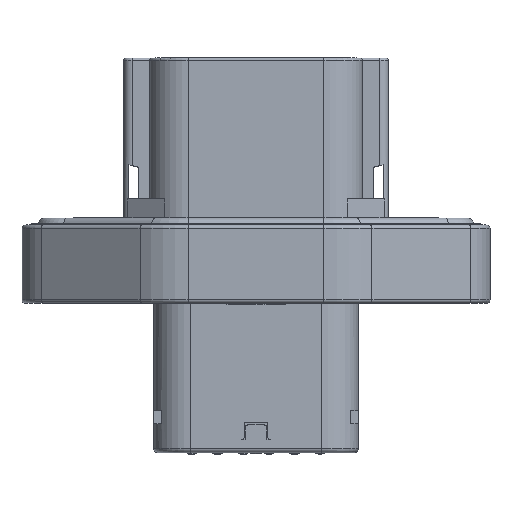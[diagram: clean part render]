
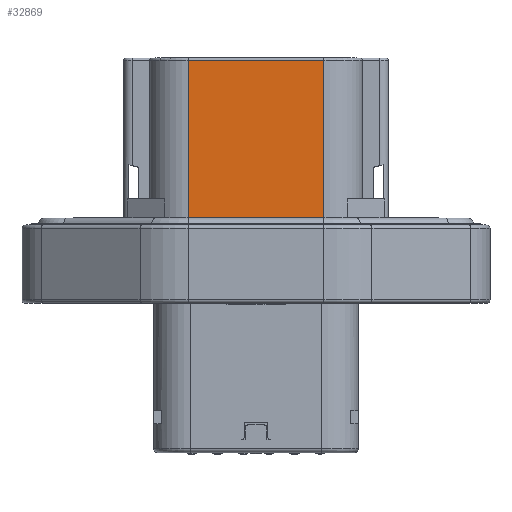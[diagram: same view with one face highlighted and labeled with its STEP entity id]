
A CAD part, top view. The second image highlights one B-rep face of the part: STEP entity #32869.
In plain terms, the highlighted planar face has unit normal (0, 0, 1).
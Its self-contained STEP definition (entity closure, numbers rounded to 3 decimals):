
#7279=DIRECTION('',(1.,0.,0.));
#7280=VECTOR('',#7279,23.54);
#7281=CARTESIAN_POINT('',(-11.77,39.63,15.7));
#7282=LINE('',#7281,#7280);
#7283=DIRECTION('',(0.,-1.,0.));
#7284=VECTOR('',#7283,28.32);
#7285=CARTESIAN_POINT('',(-11.77,67.95,15.7));
#7286=LINE('',#7285,#7284);
#7287=DIRECTION('',(-1.,0.,0.));
#7288=VECTOR('',#7287,23.54);
#7289=CARTESIAN_POINT('',(11.77,67.95,15.7));
#7290=LINE('',#7289,#7288);
#7291=DIRECTION('',(0.,-1.,0.));
#7292=VECTOR('',#7291,28.32);
#7293=CARTESIAN_POINT('',(11.77,67.95,15.7));
#7294=LINE('',#7293,#7292);
#24801=CARTESIAN_POINT('',(-11.77,67.95,15.7));
#24802=VERTEX_POINT('',#24801);
#24803=CARTESIAN_POINT('',(11.77,67.95,15.7));
#24804=VERTEX_POINT('',#24803);
#25553=CARTESIAN_POINT('',(-11.77,39.63,15.7));
#25554=CARTESIAN_POINT('',(11.77,39.63,15.7));
#25555=VERTEX_POINT('',#25553);
#25556=VERTEX_POINT('',#25554);
#32856=CARTESIAN_POINT('',(-18.5,37.2,15.7));
#32857=DIRECTION('',(0.,0.,1.));
#32858=DIRECTION('',(1.,0.,0.));
#32859=AXIS2_PLACEMENT_3D('',#32856,#32857,#32858);
#32860=PLANE('',#32859);
#32861=ORIENTED_EDGE('',*,*,#28102,.F.);
#32863=ORIENTED_EDGE('',*,*,#32862,.F.);
#32865=ORIENTED_EDGE('',*,*,#32864,.F.);
#32866=ORIENTED_EDGE('',*,*,#32844,.T.);
#32867=EDGE_LOOP('',(#32861,#32863,#32865,#32866));
#32868=FACE_OUTER_BOUND('',#32867,.F.);
#32869=ADVANCED_FACE('',(#32868),#32860,.T.);
#28102=EDGE_CURVE('',#25555,#25556,#7282,.T.);
#32844=EDGE_CURVE('',#24804,#25556,#7294,.T.);
#32862=EDGE_CURVE('',#24802,#25555,#7286,.T.);
#32864=EDGE_CURVE('',#24804,#24802,#7290,.T.);
